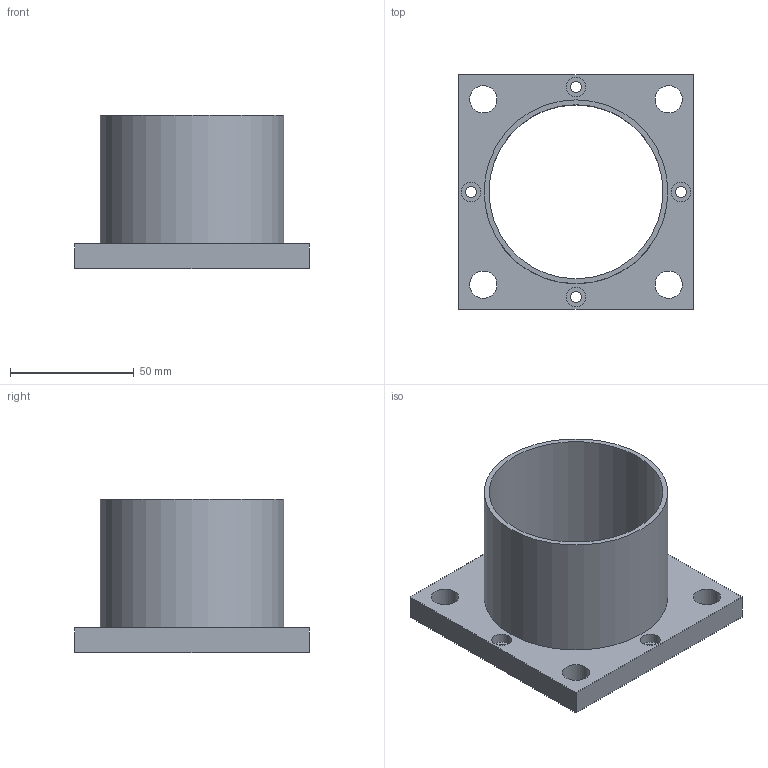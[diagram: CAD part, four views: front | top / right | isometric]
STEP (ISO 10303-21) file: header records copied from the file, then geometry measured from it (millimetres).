
FILE_DESCRIPTION(/* description */ (''),/* implementation_level */ '2;1');
FILE_NAME(/* name */ 'OpenATC-Base-bottom-cover.step',/* time_stamp */ '2025-11-16T14:44:54Z',/* author */ (''),/* organization */ (''),/* preprocessor_version */ 'ST-DEVELOPER v20.1',/* originating_system */ 'Autodesk Translation Framework v14.21.0.0',/* authorisation */ '');
FILE_SCHEMA (('AUTOMOTIVE_DESIGN { 1 0 10303 214 3 1 1 }'));
Length unit declared in the file: millimetre
Products named in the file (1): OpenATC-Base-bottom-cover
Bounding box: 95 x 95 x 62 mm (x, y, z)
Volume: 69992.1 mm3; surface area: 41167.7 mm2
Topology: 1 solids, 1 shells, 25 faces, 54 edges, 36 vertices
Faces by surface type: cylinder 14, plane 11
Full cylindrical faces by diameter (mm): 4.5 x4, 8 x4, 11 x4, 70.4 x1, 74.4 x1
Entity records: 765 total; most frequent: DIRECTION 134, CARTESIAN_POINT 116, ORIENTED_EDGE 108, EDGE_CURVE 54, AXIS2_PLACEMENT_3D 54, EDGE_LOOP 48, VERTEX_POINT 36, CIRCLE 28
